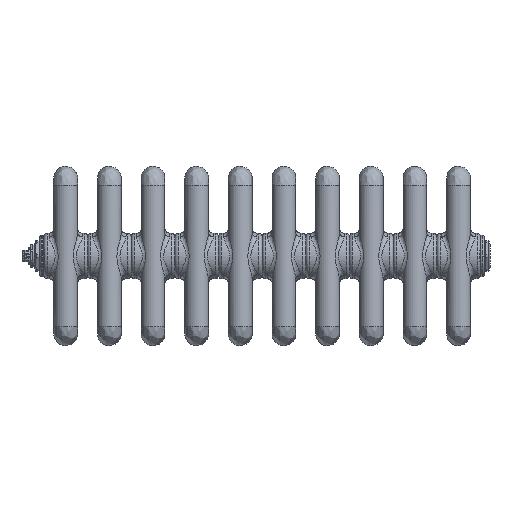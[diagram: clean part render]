
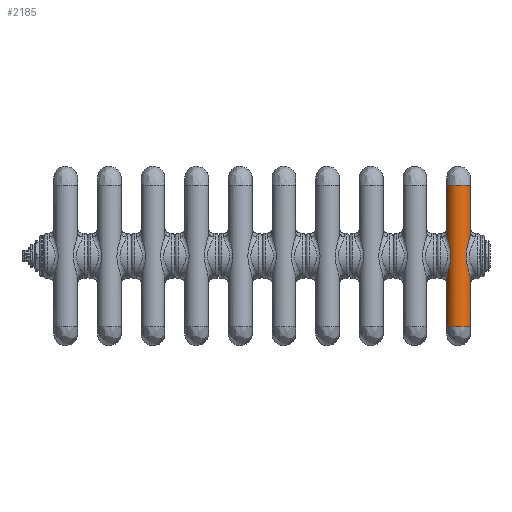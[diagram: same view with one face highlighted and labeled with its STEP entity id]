
A CAD part, front view. The second image highlights one B-rep face of the part: STEP entity #2185.
In plain terms, the highlighted cylindrical face has radius 12.5 mm (diameter 25 mm), a partial arc.
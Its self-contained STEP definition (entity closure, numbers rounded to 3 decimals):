
#225=DIRECTION('',(1.,0.,0.));
#226=VECTOR('',#225,49.99);
#227=CARTESIAN_POINT('',(119.01,-1745.775,-25.05));
#228=LINE('',#227,#226);
#267=DIRECTION('',(1.,0.,0.));
#268=VECTOR('',#267,49.99);
#269=CARTESIAN_POINT('',(20.,-1745.775,-25.033));
#270=LINE('',#269,#268);
#296=CARTESIAN_POINT('',(69.99,-1745.775,
0.));
#297=CARTESIAN_POINT('',(71.088,-1747.016,
0.));
#298=CARTESIAN_POINT('',(73.618,-1749.322,
-0.352));
#299=CARTESIAN_POINT('',(78.756,-1752.295,-1.708));
#300=CARTESIAN_POINT('',(83.973,-1754.132,-3.146));
#301=CARTESIAN_POINT('',(88.908,-1755.127,-4.188));
#302=CARTESIAN_POINT('',(93.475,-1755.482,-4.626));
#303=CARTESIAN_POINT('',(97.571,-1755.361,-4.474));
#304=CARTESIAN_POINT('',(101.074,-1754.925,-3.971));
#305=CARTESIAN_POINT('',(104.08,-1754.293,-3.335));
#306=CARTESIAN_POINT('',(106.667,-1753.538,-2.685));
#307=CARTESIAN_POINT('',(108.913,-1752.706,-2.08));
#308=CARTESIAN_POINT('',(110.88,-1751.822,-1.544));
#309=CARTESIAN_POINT('',(112.597,-1750.912,-1.09));
#310=CARTESIAN_POINT('',(114.089,-1749.998,
-0.722));
#311=CARTESIAN_POINT('',(115.381,-1749.095,
-0.437));
#312=CARTESIAN_POINT('',(116.499,-1748.216,
-0.23));
#313=CARTESIAN_POINT('',(117.466,-1747.366,
-0.092));
#314=CARTESIAN_POINT('',(118.301,-1746.551,
-0.016));
#315=CARTESIAN_POINT('',(118.786,-1746.029,0.));
#316=CARTESIAN_POINT('',(119.01,-1745.775,
0.));
#318=CARTESIAN_POINT('',(119.01,-1745.775,-25.05));
#319=CARTESIAN_POINT('',(118.589,-1746.249,-25.05));
#320=CARTESIAN_POINT('',(117.67,-1747.201,-24.921));
#321=CARTESIAN_POINT('',(116.093,-1748.572,-24.717));
#322=CARTESIAN_POINT('',(114.165,-1749.973,-24.303));
#323=CARTESIAN_POINT('',(111.904,-1751.32,-23.735));
#324=CARTESIAN_POINT('',(109.265,-1752.585,-23.015));
#325=CARTESIAN_POINT('',(106.174,-1753.724,-22.18));
#326=CARTESIAN_POINT('',(102.548,-1754.68,-21.3));
#327=CARTESIAN_POINT('',(98.056,-1755.357,-20.535));
#328=CARTESIAN_POINT('',(93.306,-1755.484,-20.372));
#329=CARTESIAN_POINT('',(89.185,-1755.127,-20.806));
#330=CARTESIAN_POINT('',(85.766,-1754.503,-21.467));
#331=CARTESIAN_POINT('',(82.827,-1753.705,-22.184));
#332=CARTESIAN_POINT('',(80.289,-1752.795,-22.864));
#333=CARTESIAN_POINT('',(78.085,-1751.811,-23.466));
#334=CARTESIAN_POINT('',(76.177,-1750.787,-23.97));
#335=CARTESIAN_POINT('',(74.533,-1749.751,-24.368));
#336=CARTESIAN_POINT('',(73.12,-1748.721,-24.661));
#337=CARTESIAN_POINT('',(71.906,-1747.71,-24.869));
#338=CARTESIAN_POINT('',(70.865,-1746.727,-24.953));
#339=CARTESIAN_POINT('',(70.267,-1746.087,-25.05));
#340=CARTESIAN_POINT('',(69.99,-1745.775,-25.05));
#372=DIRECTION('',(-1.,0.,0.));
#373=VECTOR('',#372,49.99);
#374=CARTESIAN_POINT('',(69.99,-1745.775,
0.));
#375=LINE('',#374,#373);
#414=DIRECTION('',(-1.,0.,0.));
#415=VECTOR('',#414,49.99);
#416=CARTESIAN_POINT('',(169.,-1745.775,0.));
#417=LINE('',#416,#415);
#708=CARTESIAN_POINT('',(20.,-1745.775,-12.5));
#709=DIRECTION('',(1.,0.,0.));
#710=DIRECTION('',(0.,0.,1.));
#711=AXIS2_PLACEMENT_3D('',#708,#709,#710);
#1342=CARTESIAN_POINT('',(169.,-1745.775,-12.5));
#1343=DIRECTION('',(-1.,0.,0.));
#1344=DIRECTION('',(0.,0.,-1.));
#1345=AXIS2_PLACEMENT_3D('',#1342,#1343,#1344);
#1758=CARTESIAN_POINT('',(20.,-1745.775,0.));
#1759=VERTEX_POINT('',#1758);
#1764=CARTESIAN_POINT('',(169.,-1745.775,0.));
#1765=VERTEX_POINT('',#1764);
#1774=CARTESIAN_POINT('',(169.,-1745.775,-25.));
#1775=VERTEX_POINT('',#1774);
#1780=CARTESIAN_POINT('',(20.,-1745.775,-25.));
#1781=VERTEX_POINT('',#1780);
#1806=VERTEX_POINT('',#296);
#1807=VERTEX_POINT('',#316);
#1829=CARTESIAN_POINT('',(119.01,-1745.775,-25.05));
#1830=VERTEX_POINT('',#1829);
#1837=CARTESIAN_POINT('',(69.99,-1745.775,-25.1));
#1838=VERTEX_POINT('',#1837);
#2165=CARTESIAN_POINT('',(171.833,-1745.775,-12.5));
#2166=DIRECTION('',(-1.,0.,0.));
#2167=DIRECTION('',(0.,-1.,0.));
#2168=AXIS2_PLACEMENT_3D('',#2165,#2166,#2167);
#2169=CYLINDRICAL_SURFACE('',#2168,12.5);
#2171=ORIENTED_EDGE('',*,*,#2170,.T.);
#2173=ORIENTED_EDGE('',*,*,#2172,.F.);
#2175=ORIENTED_EDGE('',*,*,#2174,.F.);
#2176=ORIENTED_EDGE('',*,*,#1939,.F.);
#2177=ORIENTED_EDGE('',*,*,#2156,.T.);
#2178=ORIENTED_EDGE('',*,*,#1967,.F.);
#2180=ORIENTED_EDGE('',*,*,#2179,.F.);
#2182=ORIENTED_EDGE('',*,*,#2181,.F.);
#2183=EDGE_LOOP('',(#2171,#2173,#2175,#2176,#2177,#2178,#2180,#2182));
#2184=FACE_OUTER_BOUND('',#2183,.F.);
#317=B_SPLINE_CURVE_WITH_KNOTS('',3,(#296,#297,#298,#299,#300,#301,#302,#303,
#304,#305,#306,#307,#308,#309,#310,#311,#312,#313,#314,#315,#316),.UNSPECIFIED.,
.F.,.F.,(4,1,1,1,1,1,1,1,1,1,1,1,1,1,1,1,1,1,4),(0.,0.056,
0.111,0.167,0.222,0.278,
0.333,0.389,0.444,0.5,0.556,
0.611,0.667,0.722,0.778,
0.833,0.889,0.944,1.),.UNSPECIFIED.);
#341=B_SPLINE_CURVE_WITH_KNOTS('',3,(#318,#319,#320,#321,#322,#323,#324,#325,
#326,#327,#328,#329,#330,#331,#332,#333,#334,#335,#336,#337,#338,#339,#340),
.UNSPECIFIED.,.F.,.F.,(4,1,1,1,1,1,1,1,1,1,1,1,1,1,1,1,1,1,1,1,4),(0.,0.05,
0.1,0.15,0.2,0.25,0.3,0.35,0.4,0.45,0.5,0.55,0.6,0.65,
0.7,0.75,0.8,0.85,0.9,0.95,1.),.UNSPECIFIED.);
#712=CIRCLE('',#711,12.5);
#1346=CIRCLE('',#1345,12.5);
#1939=EDGE_CURVE('',#1830,#1775,#228,.T.);
#1967=EDGE_CURVE('',#1781,#1838,#270,.T.);
#2156=EDGE_CURVE('',#1830,#1838,#341,.T.);
#2170=EDGE_CURVE('',#1806,#1807,#317,.T.);
#2172=EDGE_CURVE('',#1765,#1807,#417,.T.);
#2174=EDGE_CURVE('',#1775,#1765,#1346,.T.);
#2179=EDGE_CURVE('',#1759,#1781,#712,.T.);
#2181=EDGE_CURVE('',#1806,#1759,#375,.T.);
#2185=ADVANCED_FACE('',(#2184),#2169,.T.);
